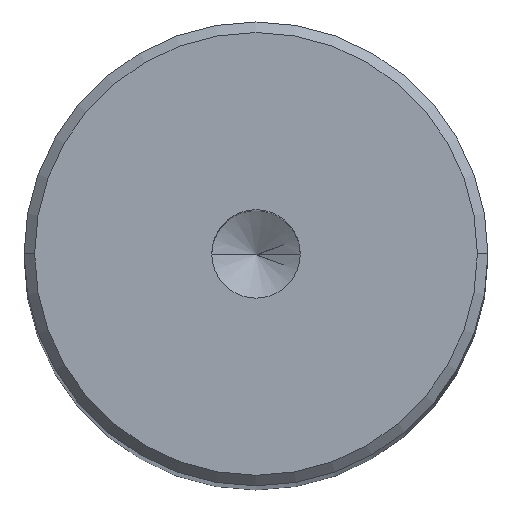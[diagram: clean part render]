
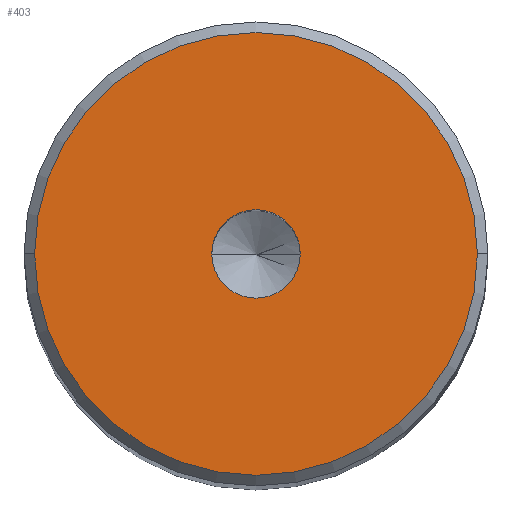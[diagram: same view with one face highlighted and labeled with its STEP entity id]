
A CAD part, top view. The second image highlights one B-rep face of the part: STEP entity #403.
In plain terms, the highlighted planar face has unit normal (0, 0, 1).
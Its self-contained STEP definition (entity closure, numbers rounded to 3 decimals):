
#33 = CIRCLE ( 'NONE', #199, 10.5 ) ;
#40 = ORIENTED_EDGE ( 'NONE', *, *, #242, .T. ) ;
#53 = CARTESIAN_POINT ( 'NONE',  ( -2.1, 0., 0. ) ) ;
#64 = VERTEX_POINT ( 'NONE', #53 ) ;
#65 = AXIS2_PLACEMENT_3D ( 'NONE', #381, #379, #116 ) ;
#70 = CARTESIAN_POINT ( 'NONE',  ( -10.5, 0., 0. ) ) ;
#75 = ORIENTED_EDGE ( 'NONE', *, *, #174, .T. ) ;
#89 = DIRECTION ( 'NONE',  ( 1., 0., 0. ) ) ;
#116 = DIRECTION ( 'NONE',  ( 1., 0., 0. ) ) ;
#141 = EDGE_CURVE ( 'NONE', #64, #574, #247, .T. ) ;
#154 = EDGE_CURVE ( 'NONE', #574, #64, #273, .T. ) ;
#159 = DIRECTION ( 'NONE',  ( 0., 0., 1. ) ) ;
#162 = AXIS2_PLACEMENT_3D ( 'NONE', #573, #444, #307 ) ;
#164 = AXIS2_PLACEMENT_3D ( 'NONE', #515, #265, #201 ) ;
#174 = EDGE_CURVE ( 'NONE', #328, #179, #425, .T. ) ;
#179 = VERTEX_POINT ( 'NONE', #70 ) ;
#199 = AXIS2_PLACEMENT_3D ( 'NONE', #383, #159, #89 ) ;
#201 = DIRECTION ( 'NONE',  ( 1., 0., 0. ) ) ;
#242 = EDGE_CURVE ( 'NONE', #179, #328, #33, .T. ) ;
#247 = CIRCLE ( 'NONE', #164, 2.1 ) ;
#265 = DIRECTION ( 'NONE',  ( 0., 0., 1. ) ) ;
#273 = CIRCLE ( 'NONE', #65, 2.1 ) ;
#307 = DIRECTION ( 'NONE',  ( 1., 0., 0. ) ) ;
#328 = VERTEX_POINT ( 'NONE', #503 ) ;
#342 = AXIS2_PLACEMENT_3D ( 'NONE', #514, #473, #518 ) ;
#379 = DIRECTION ( 'NONE',  ( 0., 0., 1. ) ) ;
#380 = PLANE ( 'NONE',  #342 ) ;
#381 = CARTESIAN_POINT ( 'NONE',  ( 0., 0., 0. ) ) ;
#383 = CARTESIAN_POINT ( 'NONE',  ( 0., 0., 0. ) ) ;
#403 = ADVANCED_FACE ( 'NONE', ( #555, #561 ), #380, .T. ) ;
#418 = ORIENTED_EDGE ( 'NONE', *, *, #141, .F. ) ;
#425 = CIRCLE ( 'NONE', #162, 10.5 ) ;
#434 = CARTESIAN_POINT ( 'NONE',  ( 2.1, 0., 0. ) ) ;
#444 = DIRECTION ( 'NONE',  ( 0., 0., 1. ) ) ;
#465 = ORIENTED_EDGE ( 'NONE', *, *, #154, .F. ) ;
#473 = DIRECTION ( 'NONE',  ( 0., 0., 1. ) ) ;
#487 = EDGE_LOOP ( 'NONE', ( #40, #75 ) ) ;
#503 = CARTESIAN_POINT ( 'NONE',  ( 10.5, 0., 0. ) ) ;
#514 = CARTESIAN_POINT ( 'NONE',  ( 0., 0., 0. ) ) ;
#515 = CARTESIAN_POINT ( 'NONE',  ( 0., 0., 0. ) ) ;
#518 = DIRECTION ( 'NONE',  ( 1., 0., 0. ) ) ;
#555 = FACE_BOUND ( 'NONE', #584, .T. ) ;
#561 = FACE_OUTER_BOUND ( 'NONE', #487, .T. ) ;
#573 = CARTESIAN_POINT ( 'NONE',  ( 0., 0., 0. ) ) ;
#574 = VERTEX_POINT ( 'NONE', #434 ) ;
#584 = EDGE_LOOP ( 'NONE', ( #465, #418 ) ) ;
